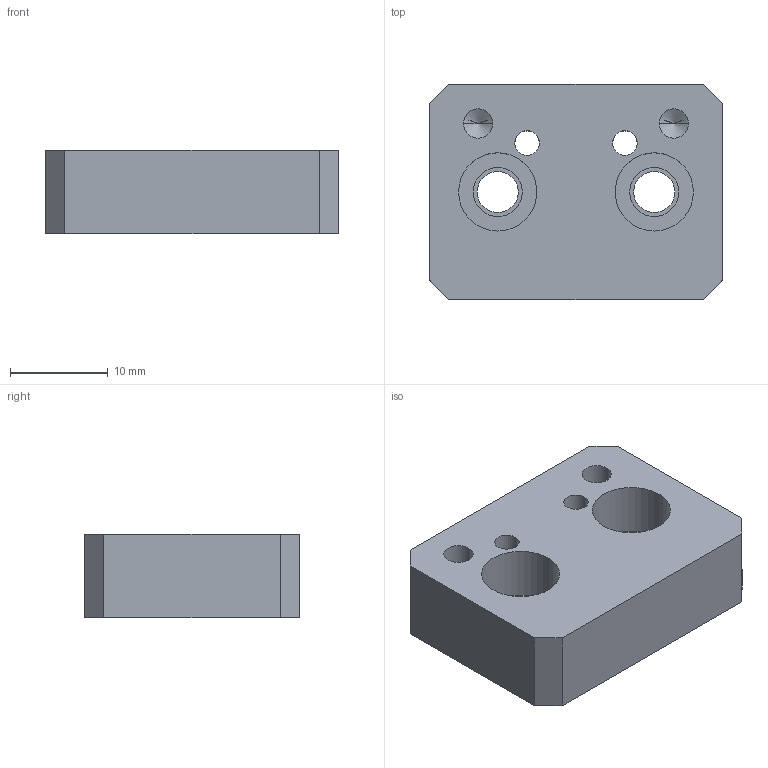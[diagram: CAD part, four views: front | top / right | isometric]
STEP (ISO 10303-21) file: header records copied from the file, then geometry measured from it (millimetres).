
FILE_DESCRIPTION (( 'STEP AP203' ), '1' );
FILE_NAME ('1-boite a ressort haute.STEP', '2024-12-16T09:45:55', ( '' ), ( '' ), 'SwSTEP 2.0', 'SolidWorks 2021', '' );
FILE_SCHEMA (( 'CONFIG_CONTROL_DESIGN' ));
Length unit declared in the file: millimetre
Products named in the file (1): 1-boite a ressort haute
Bounding box: 30 x 22 x 8.5 mm (x, y, z)
Volume: 4539.2 mm3; surface area: 2845.1 mm2
Topology: 1 solids, 1 shells, 53 faces, 122 edges, 78 vertices
Faces by surface type: cylinder 30, plane 19, cone 4
Entity records: 1589 total; most frequent: DIRECTION 286, CARTESIAN_POINT 250, ORIENTED_EDGE 236, EDGE_CURVE 118, AXIS2_PLACEMENT_3D 114, VERTEX_POINT 78, EDGE_LOOP 72, CIRCLE 60
